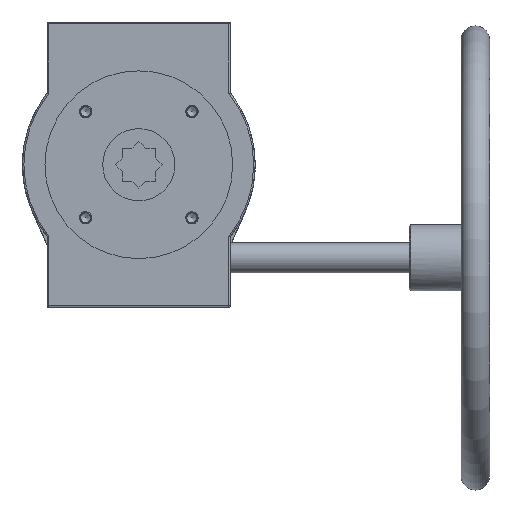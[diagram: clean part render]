
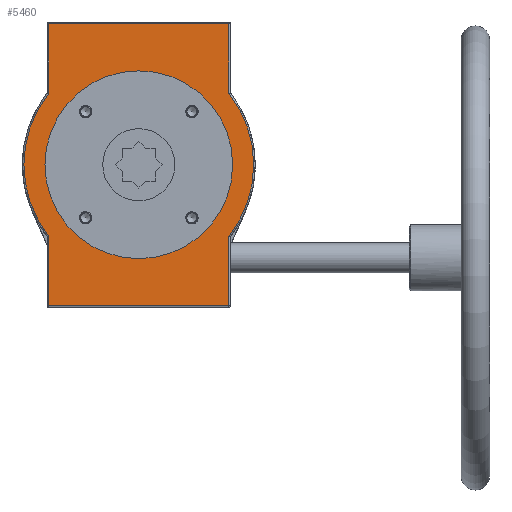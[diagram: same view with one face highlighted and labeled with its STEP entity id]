
A CAD part, front view. The second image highlights one B-rep face of the part: STEP entity #5460.
In plain terms, the highlighted planar face has unit normal (0, -1, 0).
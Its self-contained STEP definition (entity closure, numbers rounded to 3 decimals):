
#66=FACE_BOUND('',#834,.T.);
#138=PLANE('',#5864);
#214=CIRCLE('',#5850,76.5);
#221=CIRCLE('',#5865,76.5);
#222=CIRCLE('',#5866,62.5);
#507=FACE_OUTER_BOUND('',#833,.T.);
#833=EDGE_LOOP('',(#4358,#4359,#4360,#4361,#4362,#4363,#4364,#4365));
#834=EDGE_LOOP('',(#4366));
#1544=LINE('',#17995,#1852);
#1551=LINE('',#18018,#1859);
#1552=LINE('',#18022,#1860);
#1553=LINE('',#18024,#1861);
#1554=LINE('',#18026,#1862);
#1555=LINE('',#18029,#1863);
#1852=VECTOR('',#6668,10.);
#1859=VECTOR('',#6697,10.);
#1860=VECTOR('',#6702,10.);
#1861=VECTOR('',#6703,10.);
#1862=VECTOR('',#6704,10.);
#1863=VECTOR('',#6707,10.);
#2321=VERTEX_POINT('',#17962);
#2322=VERTEX_POINT('',#17977);
#2323=VERTEX_POINT('',#17994);
#2328=VERTEX_POINT('',#18017);
#2329=VERTEX_POINT('',#18021);
#2330=VERTEX_POINT('',#18023);
#2331=VERTEX_POINT('',#18025);
#2332=VERTEX_POINT('',#18027);
#2333=VERTEX_POINT('',#18030);
#3031=EDGE_CURVE('',#2321,#2322,#214,.T.);
#3033=EDGE_CURVE('',#2322,#2323,#1544,.T.);
#3045=EDGE_CURVE('',#2323,#2328,#1551,.T.);
#3047=EDGE_CURVE('',#2329,#2321,#1552,.T.);
#3048=EDGE_CURVE('',#2330,#2329,#1553,.T.);
#3049=EDGE_CURVE('',#2331,#2330,#1554,.T.);
#3050=EDGE_CURVE('',#2332,#2331,#221,.T.);
#3051=EDGE_CURVE('',#2328,#2332,#1555,.T.);
#3052=EDGE_CURVE('',#2333,#2333,#222,.T.);
#4358=ORIENTED_EDGE('',*,*,#3033,.F.);
#4359=ORIENTED_EDGE('',*,*,#3031,.F.);
#4360=ORIENTED_EDGE('',*,*,#3047,.F.);
#4361=ORIENTED_EDGE('',*,*,#3048,.F.);
#4362=ORIENTED_EDGE('',*,*,#3049,.F.);
#4363=ORIENTED_EDGE('',*,*,#3050,.F.);
#4364=ORIENTED_EDGE('',*,*,#3051,.F.);
#4365=ORIENTED_EDGE('',*,*,#3045,.F.);
#4366=ORIENTED_EDGE('',*,*,#3052,.T.);
#5460=ADVANCED_FACE('',(#507,#66),#138,.F.);
#5850=AXIS2_PLACEMENT_3D('',#17978,#6664,#6665);
#5864=AXIS2_PLACEMENT_3D('',#18020,#6700,#6701);
#5865=AXIS2_PLACEMENT_3D('',#18028,#6705,#6706);
#5866=AXIS2_PLACEMENT_3D('',#18031,#6708,#6709);
#6664=DIRECTION('center_axis',(0.,1.,0.));
#6665=DIRECTION('ref_axis',(-1.,0.,-0.01));
#6668=DIRECTION('',(0.,0.,1.));
#6697=DIRECTION('',(1.,0.,0.));
#6700=DIRECTION('center_axis',(0.,1.,0.));
#6701=DIRECTION('ref_axis',(1.,0.,0.));
#6702=DIRECTION('',(0.,0.,1.));
#6703=DIRECTION('',(-1.,0.,0.));
#6704=DIRECTION('',(0.,0.,-1.));
#6705=DIRECTION('center_axis',(0.,1.,0.));
#6706=DIRECTION('ref_axis',(1.,0.,0.01));
#6707=DIRECTION('',(0.,0.,-1.));
#6708=DIRECTION('center_axis',(0.,1.,0.));
#6709=DIRECTION('ref_axis',(1.,0.,0.));
#17962=CARTESIAN_POINT('',(-60.,0.,-47.458));
#17977=CARTESIAN_POINT('',(-60.,0.,47.458));
#17978=CARTESIAN_POINT('Origin',(0.,0.,0.));
#17994=CARTESIAN_POINT('',(-60.,0.,94.));
#17995=CARTESIAN_POINT('',(-60.,0.,23.902));
#18017=CARTESIAN_POINT('',(60.,0.,94.));
#18018=CARTESIAN_POINT('',(-30.5,0.,94.));
#18020=CARTESIAN_POINT('Origin',(0.,0.,0.));
#18021=CARTESIAN_POINT('',(-60.,0.,-94.));
#18022=CARTESIAN_POINT('',(-60.,0.,-47.5));
#18023=CARTESIAN_POINT('',(60.,0.,-94.));
#18024=CARTESIAN_POINT('',(30.5,0.,-94.));
#18025=CARTESIAN_POINT('',(60.,0.,-47.458));
#18026=CARTESIAN_POINT('',(60.,0.,-23.902));
#18027=CARTESIAN_POINT('',(60.,0.,47.458));
#18028=CARTESIAN_POINT('Origin',(0.,0.,0.));
#18029=CARTESIAN_POINT('',(60.,0.,47.5));
#18030=CARTESIAN_POINT('',(-62.5,0.,0.));
#18031=CARTESIAN_POINT('Origin',(0.,0.,0.));
